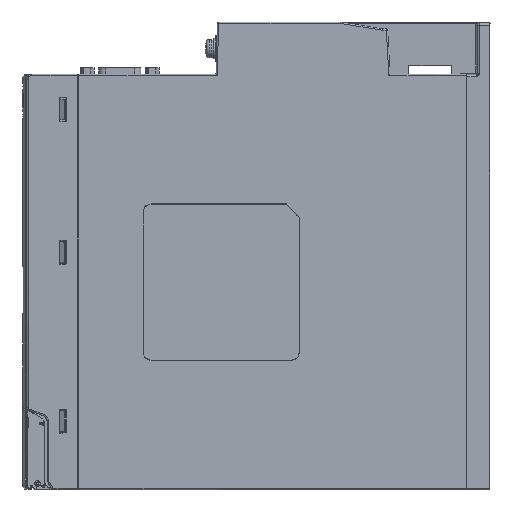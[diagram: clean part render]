
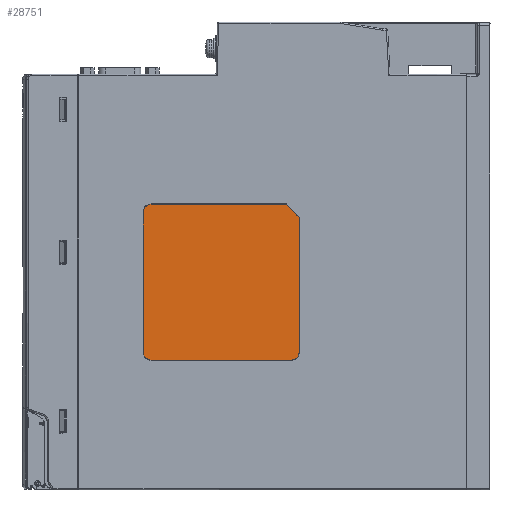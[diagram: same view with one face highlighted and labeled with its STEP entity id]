
A CAD part, left-side view. The second image highlights one B-rep face of the part: STEP entity #28751.
In plain terms, the highlighted planar face has unit normal (-1, 0, 0).
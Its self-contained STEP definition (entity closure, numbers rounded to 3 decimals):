
#130 = CARTESIAN_POINT ( 'NONE',  ( -29.8, -43.8, -111.2 ) ) ;
#3698 = DIRECTION ( 'NONE',  ( 0., -1., 0. ) ) ;
#4392 = DIRECTION ( 'NONE',  ( 0., -1., 0. ) ) ;
#4468 = DIRECTION ( 'NONE',  ( -1., 0., 0. ) ) ;
#8354 = ORIENTED_EDGE ( 'NONE', *, *, #164293, .T. ) ;
#8660 = EDGE_CURVE ( 'NONE', #152243, #173262, #164925, .T. ) ;
#14820 = ORIENTED_EDGE ( 'NONE', *, *, #52795, .T. ) ;
#16155 = VECTOR ( 'NONE', #140812, 1000. ) ;
#26175 = LINE ( 'NONE', #45208, #16155 ) ;
#28751 = ADVANCED_FACE ( 'NONE', ( #186457 ), #95642, .F. ) ;
#29735 = CARTESIAN_POINT ( 'NONE',  ( -29.8, -101.071, -50. ) ) ;
#33988 = CARTESIAN_POINT ( 'NONE',  ( -29.8, -105., -55. ) ) ;
#36444 = ORIENTED_EDGE ( 'NONE', *, *, #148761, .T. ) ;
#38475 = VERTEX_POINT ( 'NONE', #181673 ) ;
#40254 = VECTOR ( 'NONE', #147510, 1000. ) ;
#44403 = AXIS2_PLACEMENT_3D ( 'NONE', #69890, #69213, #4392 ) ;
#45208 = CARTESIAN_POINT ( 'NONE',  ( -29.8, -105., -53.929 ) ) ;
#48990 = AXIS2_PLACEMENT_3D ( 'NONE', #51168, #4468, #179436 ) ;
#49387 = CARTESIAN_POINT ( 'NONE',  ( -29.8, -45., -107. ) ) ;
#51168 = CARTESIAN_POINT ( 'NONE',  ( -29.8, -102., -107. ) ) ;
#52795 = EDGE_CURVE ( 'NONE', #196681, #38475, #149294, .T. ) ;
#58364 = AXIS2_PLACEMENT_3D ( 'NONE', #130, #111754, #191895 ) ;
#69213 = DIRECTION ( 'NONE',  ( -1., 0., 0. ) ) ;
#69890 = CARTESIAN_POINT ( 'NONE',  ( -29.8, -48., -53. ) ) ;
#71523 = DIRECTION ( 'NONE',  ( 0., 0.707, 0.707 ) ) ;
#74222 = ORIENTED_EDGE ( 'NONE', *, *, #181834, .F. ) ;
#77604 = ORIENTED_EDGE ( 'NONE', *, *, #181293, .F. ) ;
#77783 = VERTEX_POINT ( 'NONE', #33988 ) ;
#85551 = CARTESIAN_POINT ( 'NONE',  ( -29.8, -104.623, -54.623 ) ) ;
#88134 = VECTOR ( 'NONE', #71523, 1000. ) ;
#90926 = VERTEX_POINT ( 'NONE', #189686 ) ;
#93764 = VERTEX_POINT ( 'NONE', #166385 ) ;
#95642 = PLANE ( 'NONE',  #58364 ) ;
#99529 = CARTESIAN_POINT ( 'NONE',  ( -29.8, -100., -50. ) ) ;
#111754 = DIRECTION ( 'NONE',  ( 1., 0., 0. ) ) ;
#116182 = CARTESIAN_POINT ( 'NONE',  ( -29.8, -102., -110. ) ) ;
#117766 = CARTESIAN_POINT ( 'NONE',  ( -29.8, -45., -53. ) ) ;
#117789 = ORIENTED_EDGE ( 'NONE', *, *, #8660, .T. ) ;
#123679 = VECTOR ( 'NONE', #205658, 1000. ) ;
#130152 = LINE ( 'NONE', #29735, #159886 ) ;
#134125 = CARTESIAN_POINT ( 'NONE',  ( -29.8, -48., -107. ) ) ;
#136207 = VERTEX_POINT ( 'NONE', #99529 ) ;
#136875 = CIRCLE ( 'NONE', #178878, 3. ) ;
#140812 = DIRECTION ( 'NONE',  ( 0., 0., -1. ) ) ;
#141331 = DIRECTION ( 'NONE',  ( 0., 1., 0. ) ) ;
#141383 = ORIENTED_EDGE ( 'NONE', *, *, #178644, .T. ) ;
#146799 = CARTESIAN_POINT ( 'NONE',  ( -29.8, -45., -108.08 ) ) ;
#147510 = DIRECTION ( 'NONE',  ( 0., 0., -1. ) ) ;
#148029 = LINE ( 'NONE', #85551, #88134 ) ;
#148704 = LINE ( 'NONE', #191738, #123679 ) ;
#148761 = EDGE_CURVE ( 'NONE', #173262, #90926, #136875, .T. ) ;
#149294 = CIRCLE ( 'NONE', #48990, 3. ) ;
#152243 = VERTEX_POINT ( 'NONE', #117766 ) ;
#159886 = VECTOR ( 'NONE', #141331, 1000. ) ;
#163330 = DIRECTION ( 'NONE',  ( -1., 0., 0. ) ) ;
#164026 = ORIENTED_EDGE ( 'NONE', *, *, #193333, .T. ) ;
#164293 = EDGE_CURVE ( 'NONE', #136207, #93764, #130152, .T. ) ;
#164925 = LINE ( 'NONE', #146799, #40254 ) ;
#166385 = CARTESIAN_POINT ( 'NONE',  ( -29.8, -48., -50. ) ) ;
#173262 = VERTEX_POINT ( 'NONE', #49387 ) ;
#178644 = EDGE_CURVE ( 'NONE', #93764, #152243, #189206, .T. ) ;
#178878 = AXIS2_PLACEMENT_3D ( 'NONE', #134125, #163330, #3698 ) ;
#179436 = DIRECTION ( 'NONE',  ( 0., 0., 1. ) ) ;
#181293 = EDGE_CURVE ( 'NONE', #196681, #90926, #148704, .T. ) ;
#181673 = CARTESIAN_POINT ( 'NONE',  ( -29.8, -105., -107. ) ) ;
#181834 = EDGE_CURVE ( 'NONE', #77783, #38475, #26175, .T. ) ;
#186457 = FACE_OUTER_BOUND ( 'NONE', #203896, .T. ) ;
#189206 = CIRCLE ( 'NONE', #44403, 3. ) ;
#189686 = CARTESIAN_POINT ( 'NONE',  ( -29.8, -48., -110. ) ) ;
#191738 = CARTESIAN_POINT ( 'NONE',  ( -29.8, -46.92, -110. ) ) ;
#191895 = DIRECTION ( 'NONE',  ( 0., 0., -1. ) ) ;
#193333 = EDGE_CURVE ( 'NONE', #77783, #136207, #148029, .T. ) ;
#196681 = VERTEX_POINT ( 'NONE', #116182 ) ;
#203896 = EDGE_LOOP ( 'NONE', ( #164026, #8354, #141383, #117789, #36444, #77604, #14820, #74222 ) ) ;
#205658 = DIRECTION ( 'NONE',  ( 0., 1., 0. ) ) ;
